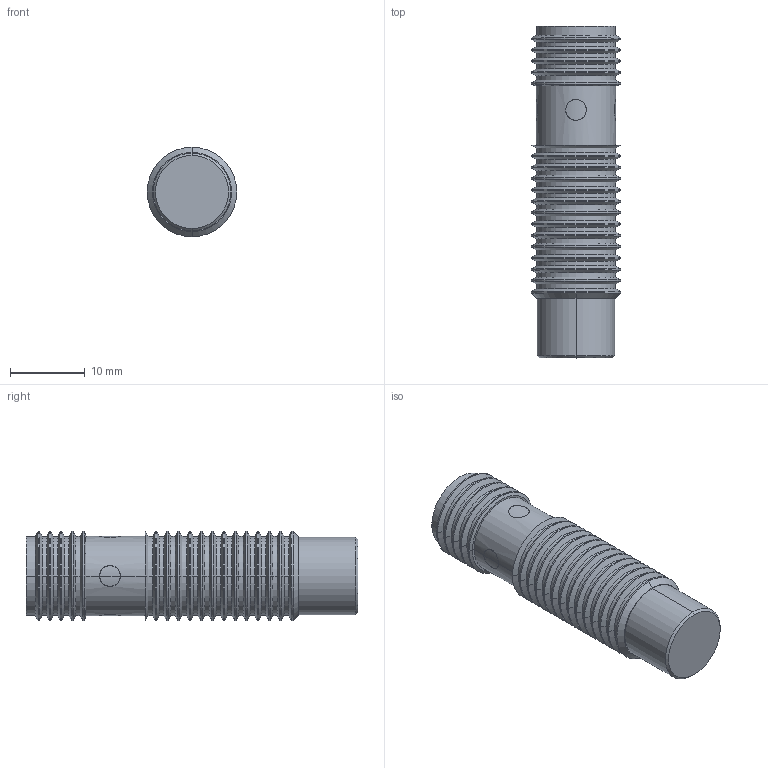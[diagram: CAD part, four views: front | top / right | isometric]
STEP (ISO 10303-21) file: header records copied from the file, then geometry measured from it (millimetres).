
FILE_DESCRIPTION(('STEP AP214'),'1');
FILE_NAME('cctmp_DB726E08-3388-4FB5-A938-EBC1FCD7012B_2021_2_18_15_11_51_231..stp','2021-02-18T14:11:51',('Pepperl+Fuchs GmbH'),('CADClick - www.CADClick.com'),'Spatial InterOp 3D',' ','unknown authorization');
FILE_SCHEMA(('AUTOMOTIVE_DESIGN { 1 0 10303 214 1 1 1 1 }'));
Length unit declared in the file: millimetre
Products named in the file (1): 2021_02_18__15-11-51-228
Bounding box: 12 x 44.5 x 12 mm (x, y, z)
Volume: 3009.8 mm3; surface area: 4013.1 mm2
Topology: 1 solids, 3 shells, 235 faces, 527 edges, 291 vertices
Faces by surface type: cylinder 117, cone 82, plane 28, sphere 8
Entity records: 8916 total; most frequent: CARTESIAN_POINT 1826, DIRECTION 1174, ORIENTED_EDGE 1022, EDGE_CURVE 511, AXIS2_PLACEMENT_3D 479, VERTEX_POINT 291, EDGE_LOOP 252, CIRCLE 243
